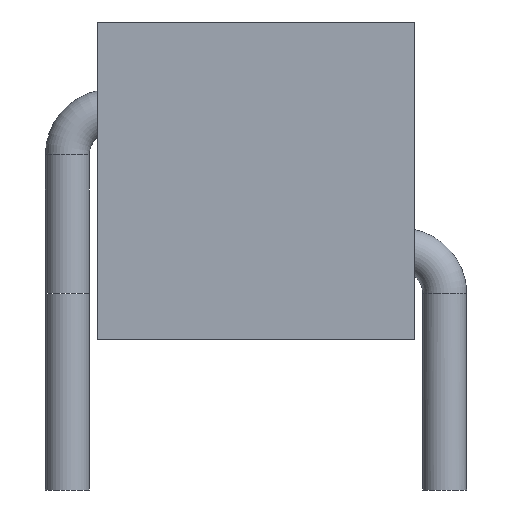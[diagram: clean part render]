
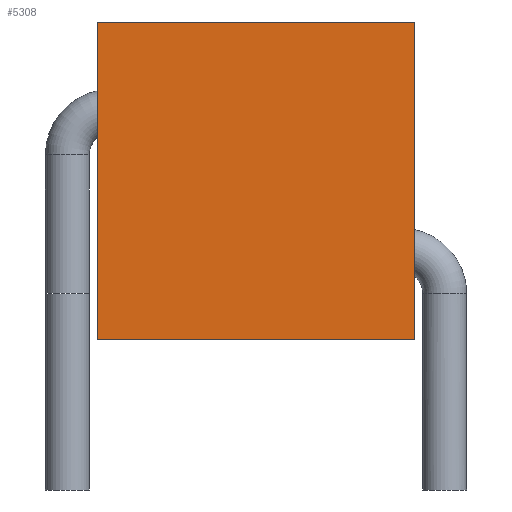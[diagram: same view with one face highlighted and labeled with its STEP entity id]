
A CAD part, front view. The second image highlights one B-rep face of the part: STEP entity #5308.
In plain terms, the highlighted planar face has unit normal (0, -1, 0).
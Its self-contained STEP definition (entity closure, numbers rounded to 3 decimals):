
#71=LINE('',#7222,#424);
#104=LINE('',#7289,#457);
#107=LINE('',#7295,#460);
#115=LINE('',#7314,#468);
#424=VECTOR('',#5737,1000.);
#457=VECTOR('',#5788,1000.);
#460=VECTOR('',#5795,1000.);
#468=VECTOR('',#5815,1000.);
#1003=ORIENTED_EDGE('',*,*,#2090,.T.);
#1004=ORIENTED_EDGE('',*,*,#2054,.T.);
#1005=ORIENTED_EDGE('',*,*,#2087,.F.);
#1006=ORIENTED_EDGE('',*,*,#2100,.T.);
#2054=EDGE_CURVE('',#2617,#2616,#71,.T.);
#2087=EDGE_CURVE('',#2641,#2616,#104,.T.);
#2090=EDGE_CURVE('',#2643,#2617,#107,.T.);
#2100=EDGE_CURVE('',#2641,#2643,#115,.T.);
#2616=VERTEX_POINT('',#7221);
#2617=VERTEX_POINT('',#7223);
#2641=VERTEX_POINT('',#7288);
#2643=VERTEX_POINT('',#7296);
#3071=EDGE_LOOP('',(#1003,#1004,#1005,#1006));
#3328=FACE_BOUND('',#3071,.T.);
#3562=PLANE('',#5541);
#5308=ADVANCED_FACE('',(#3328),#3562,.T.);
#5541=AXIS2_PLACEMENT_3D('',#7313,#5813,#5814);
#5737=DIRECTION('',(-1.,0.,0.));
#5788=DIRECTION('',(0.,0.,1.));
#5795=DIRECTION('',(0.,0.,1.));
#5813=DIRECTION('',(0.,-1.,0.));
#5814=DIRECTION('',(0.,0.,-1.));
#5815=DIRECTION('',(1.,0.,0.));
#7221=CARTESIAN_POINT('',(-5.25,-5.25,9.));
#7222=CARTESIAN_POINT('',(5.25,-5.25,9.));
#7223=CARTESIAN_POINT('',(5.25,-5.25,9.));
#7288=CARTESIAN_POINT('',(-5.25,-5.25,-1.5));
#7289=CARTESIAN_POINT('',(-5.25,-5.25,0.));
#7295=CARTESIAN_POINT('',(5.25,-5.25,0.));
#7296=CARTESIAN_POINT('',(5.25,-5.25,-1.5));
#7313=CARTESIAN_POINT('',(-5.25,-5.25,0.));
#7314=CARTESIAN_POINT('',(-5.25,-5.25,-1.5));
